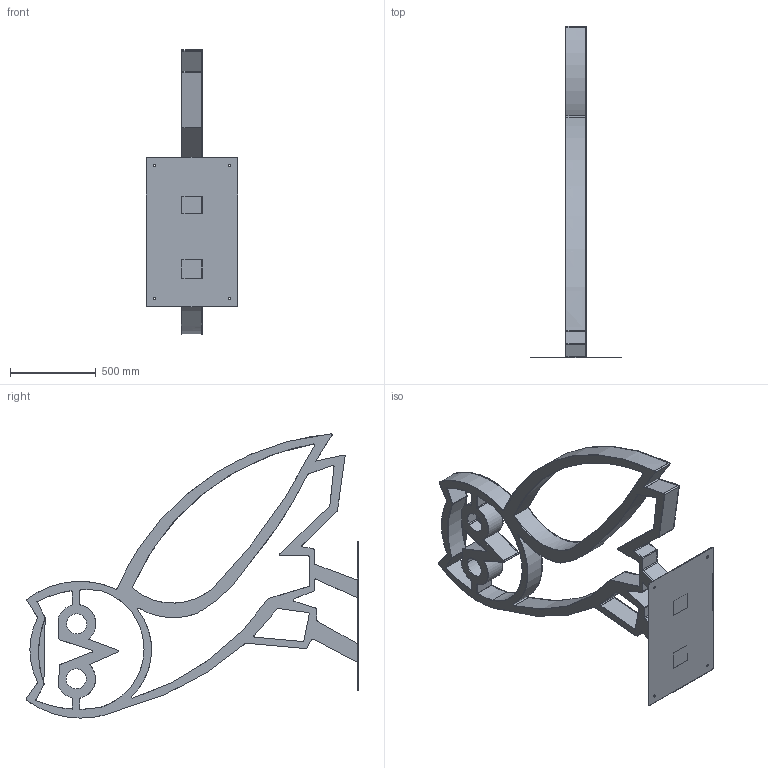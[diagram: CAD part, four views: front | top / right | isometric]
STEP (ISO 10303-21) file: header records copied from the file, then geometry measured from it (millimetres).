
FILE_DESCRIPTION(('FreeCAD Model'),'2;1');
FILE_NAME('Open CASCADE Shape Model','2025-04-26T00:45:48',('FreeCAD'),( 'FreeCAD'),'Open CASCADE STEP processor 7.6','FreeCAD','Unknown');
FILE_SCHEMA(('AUTOMOTIVE_DESIGN { 1 0 10303 214 1 1 1 1 }'));
Length unit declared in the file: millimetre
Products named in the file (1): Open CASCADE STEP translator 7.6 1
Bounding box: 531.56 x 1930.76 x 1652.95 mm (x, y, z)
Volume: 8536491.8 mm3; surface area: 8117151.9 mm2
Topology: 37 solids, 37 shells, 724 faces, 1662 edges, 1012 vertices
Faces by surface type: bspline 724
Entity records: 18426 total; most frequent: CARTESIAN_POINT 8513, ORIENTED_EDGE 3324, EDGE_CURVE 1662, B_SPLINE_CURVE_WITH_KNOTS 1126, VERTEX_POINT 1012, FACE_BOUND 760, EDGE_LOOP 760, ADVANCED_FACE 724
